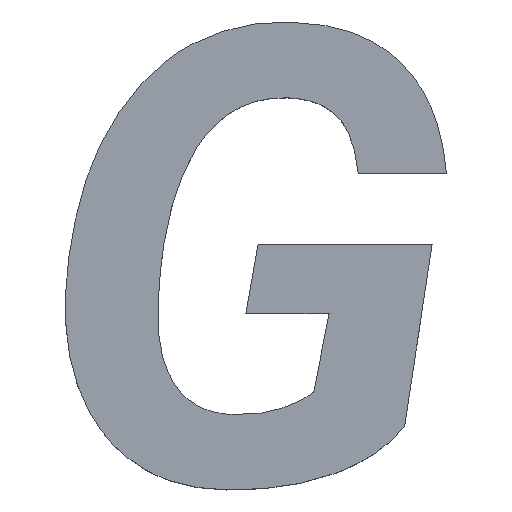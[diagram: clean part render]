
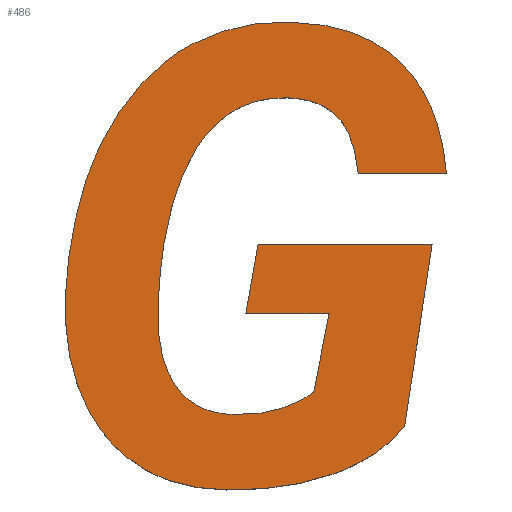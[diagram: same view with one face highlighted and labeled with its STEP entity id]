
A CAD part, top view. The second image highlights one B-rep face of the part: STEP entity #486.
In plain terms, the highlighted planar face has unit normal (0, 0, 1).
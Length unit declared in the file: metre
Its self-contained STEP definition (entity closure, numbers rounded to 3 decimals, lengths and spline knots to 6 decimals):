
#37=LINE('',#659,#73);
#40=LINE('',#665,#76);
#42=LINE('',#669,#78);
#44=LINE('',#673,#80);
#46=LINE('',#677,#82);
#48=LINE('',#681,#84);
#73=VECTOR('',#527,1.);
#76=VECTOR('',#532,1.);
#78=VECTOR('',#536,1.);
#80=VECTOR('',#540,1.);
#82=VECTOR('',#544,1.);
#84=VECTOR('',#548,1.);
#103=CIRCLE('',#510,0.001797);
#220=ORIENTED_EDGE('',*,*,#287,.F.);
#221=ORIENTED_EDGE('',*,*,#273,.F.);
#222=ORIENTED_EDGE('',*,*,#276,.F.);
#223=ORIENTED_EDGE('',*,*,#278,.F.);
#224=ORIENTED_EDGE('',*,*,#280,.F.);
#225=ORIENTED_EDGE('',*,*,#282,.F.);
#226=ORIENTED_EDGE('',*,*,#319,.F.);
#227=ORIENTED_EDGE('',*,*,#318,.F.);
#228=ORIENTED_EDGE('',*,*,#316,.F.);
#229=ORIENTED_EDGE('',*,*,#314,.F.);
#230=ORIENTED_EDGE('',*,*,#312,.F.);
#231=ORIENTED_EDGE('',*,*,#310,.F.);
#232=ORIENTED_EDGE('',*,*,#308,.F.);
#233=ORIENTED_EDGE('',*,*,#284,.F.);
#234=ORIENTED_EDGE('',*,*,#306,.F.);
#235=ORIENTED_EDGE('',*,*,#305,.F.);
#236=ORIENTED_EDGE('',*,*,#303,.F.);
#237=ORIENTED_EDGE('',*,*,#301,.F.);
#238=ORIENTED_EDGE('',*,*,#299,.F.);
#239=ORIENTED_EDGE('',*,*,#297,.F.);
#240=ORIENTED_EDGE('',*,*,#295,.F.);
#241=ORIENTED_EDGE('',*,*,#293,.F.);
#242=ORIENTED_EDGE('',*,*,#291,.F.);
#243=ORIENTED_EDGE('',*,*,#289,.F.);
#273=EDGE_CURVE('',#344,#345,#37,.T.);
#276=EDGE_CURVE('',#346,#344,#40,.T.);
#278=EDGE_CURVE('',#347,#346,#42,.T.);
#280=EDGE_CURVE('',#348,#347,#44,.T.);
#282=EDGE_CURVE('',#349,#348,#46,.T.);
#284=EDGE_CURVE('',#350,#351,#48,.T.);
#287=EDGE_CURVE('',#345,#352,#385,.T.);
#289=EDGE_CURVE('',#352,#353,#386,.T.);
#291=EDGE_CURVE('',#353,#354,#387,.T.);
#293=EDGE_CURVE('',#354,#355,#103,.F.);
#295=EDGE_CURVE('',#355,#356,#388,.T.);
#297=EDGE_CURVE('',#356,#357,#389,.T.);
#299=EDGE_CURVE('',#357,#358,#390,.T.);
#301=EDGE_CURVE('',#358,#359,#391,.T.);
#303=EDGE_CURVE('',#359,#360,#392,.T.);
#305=EDGE_CURVE('',#360,#361,#393,.T.);
#306=EDGE_CURVE('',#361,#350,#394,.T.);
#308=EDGE_CURVE('',#351,#362,#395,.T.);
#310=EDGE_CURVE('',#362,#363,#396,.T.);
#312=EDGE_CURVE('',#363,#364,#397,.T.);
#314=EDGE_CURVE('',#364,#365,#398,.T.);
#316=EDGE_CURVE('',#365,#366,#399,.T.);
#318=EDGE_CURVE('',#366,#367,#400,.T.);
#319=EDGE_CURVE('',#367,#349,#401,.T.);
#344=VERTEX_POINT('',#658);
#345=VERTEX_POINT('',#660);
#346=VERTEX_POINT('',#664);
#347=VERTEX_POINT('',#668);
#348=VERTEX_POINT('',#672);
#349=VERTEX_POINT('',#676);
#350=VERTEX_POINT('',#680);
#351=VERTEX_POINT('',#682);
#352=VERTEX_POINT('',#693);
#353=VERTEX_POINT('',#706);
#354=VERTEX_POINT('',#719);
#355=VERTEX_POINT('',#725);
#356=VERTEX_POINT('',#736);
#357=VERTEX_POINT('',#749);
#358=VERTEX_POINT('',#762);
#359=VERTEX_POINT('',#775);
#360=VERTEX_POINT('',#788);
#361=VERTEX_POINT('',#801);
#362=VERTEX_POINT('',#825);
#363=VERTEX_POINT('',#838);
#364=VERTEX_POINT('',#851);
#365=VERTEX_POINT('',#864);
#366=VERTEX_POINT('',#877);
#367=VERTEX_POINT('',#890);
#385=B_SPLINE_CURVE_WITH_KNOTS('',2,(#694,#695,#696),.UNSPECIFIED.,.F.,
 .F.,(3,3),(0.,1.),.PIECEWISE_BEZIER_KNOTS.);
#386=B_SPLINE_CURVE_WITH_KNOTS('',2,(#707,#708,#709),.UNSPECIFIED.,.F.,
 .F.,(3,3),(0.,1.),.PIECEWISE_BEZIER_KNOTS.);
#387=B_SPLINE_CURVE_WITH_KNOTS('',2,(#720,#721,#722),.UNSPECIFIED.,.F.,
 .F.,(3,3),(0.,1.),.PIECEWISE_BEZIER_KNOTS.);
#388=B_SPLINE_CURVE_WITH_KNOTS('',2,(#737,#738,#739),.UNSPECIFIED.,.F.,
 .F.,(3,3),(0.,1.),.PIECEWISE_BEZIER_KNOTS.);
#389=B_SPLINE_CURVE_WITH_KNOTS('',2,(#750,#751,#752),.UNSPECIFIED.,.F.,
 .F.,(3,3),(0.,1.),.PIECEWISE_BEZIER_KNOTS.);
#390=B_SPLINE_CURVE_WITH_KNOTS('',2,(#763,#764,#765),.UNSPECIFIED.,.F.,
 .F.,(3,3),(0.,1.),.PIECEWISE_BEZIER_KNOTS.);
#391=B_SPLINE_CURVE_WITH_KNOTS('',2,(#776,#777,#778),.UNSPECIFIED.,.F.,
 .F.,(3,3),(0.,1.),.PIECEWISE_BEZIER_KNOTS.);
#392=B_SPLINE_CURVE_WITH_KNOTS('',2,(#789,#790,#791),.UNSPECIFIED.,.F.,
 .F.,(3,3),(0.,1.),.PIECEWISE_BEZIER_KNOTS.);
#393=B_SPLINE_CURVE_WITH_KNOTS('',2,(#802,#803,#804),.UNSPECIFIED.,.F.,
 .F.,(3,3),(0.,1.),.PIECEWISE_BEZIER_KNOTS.);
#394=B_SPLINE_CURVE_WITH_KNOTS('',2,(#813,#814,#815),.UNSPECIFIED.,.F.,
 .F.,(3,3),(0.,1.),.PIECEWISE_BEZIER_KNOTS.);
#395=B_SPLINE_CURVE_WITH_KNOTS('',2,(#826,#827,#828),.UNSPECIFIED.,.F.,
 .F.,(3,3),(0.,1.),.PIECEWISE_BEZIER_KNOTS.);
#396=B_SPLINE_CURVE_WITH_KNOTS('',2,(#839,#840,#841),.UNSPECIFIED.,.F.,
 .F.,(3,3),(0.,1.),.PIECEWISE_BEZIER_KNOTS.);
#397=B_SPLINE_CURVE_WITH_KNOTS('',2,(#852,#853,#854),.UNSPECIFIED.,.F.,
 .F.,(3,3),(0.,1.),.PIECEWISE_BEZIER_KNOTS.);
#398=B_SPLINE_CURVE_WITH_KNOTS('',2,(#865,#866,#867),.UNSPECIFIED.,.F.,
 .F.,(3,3),(0.,1.),.PIECEWISE_BEZIER_KNOTS.);
#399=B_SPLINE_CURVE_WITH_KNOTS('',2,(#878,#879,#880),.UNSPECIFIED.,.F.,
 .F.,(3,3),(0.,1.),.PIECEWISE_BEZIER_KNOTS.);
#400=B_SPLINE_CURVE_WITH_KNOTS('',2,(#891,#892,#893),.UNSPECIFIED.,.F.,
 .F.,(3,3),(0.,1.),.PIECEWISE_BEZIER_KNOTS.);
#401=B_SPLINE_CURVE_WITH_KNOTS('',2,(#895,#896,#897),.UNSPECIFIED.,.F.,
 .F.,(3,3),(0.,1.),.PIECEWISE_BEZIER_KNOTS.);
#426=EDGE_LOOP('',(#220,#221,#222,#223,#224,#225,#226,#227,#228,#229,#230,
#231,#232,#233,#234,#235,#236,#237,#238,#239,#240,#241,#242,#243));
#452=FACE_BOUND('',#426,.T.);
#461=PLANE('',#511);
#486=ADVANCED_FACE('',(#452),#461,.T.);
#510=AXIS2_PLACEMENT_3D('',#726,#556,#557);
#511=AXIS2_PLACEMENT_3D('',#894,#570,#571);
#527=DIRECTION('',(-0.15,-0.989,0.));
#532=DIRECTION('',(1.,0.,0.));
#536=DIRECTION('',(0.174,0.985,0.));
#540=DIRECTION('',(-1.,0.,0.));
#544=DIRECTION('',(0.192,0.981,0.));
#548=DIRECTION('',(-1.,0.003,0.));
#556=DIRECTION('',(0.,0.,1.));
#557=DIRECTION('',(1.,0.,0.));
#570=DIRECTION('',(0.,0.,1.));
#571=DIRECTION('',(1.,0.,0.));
#658=CARTESIAN_POINT('',(0.146599,-0.063568,0.0012));
#659=CARTESIAN_POINT('',(0.146426,-0.064709,0.0012));
#660=CARTESIAN_POINT('',(0.146253,-0.06585,0.0012));
#664=CARTESIAN_POINT('',(0.144415,-0.063568,0.0012));
#665=CARTESIAN_POINT('',(0.145507,-0.063568,0.0012));
#668=CARTESIAN_POINT('',(0.144262,-0.064436,0.0012));
#669=CARTESIAN_POINT('',(0.144338,-0.064002,0.0012));
#672=CARTESIAN_POINT('',(0.145306,-0.064436,0.0012));
#673=CARTESIAN_POINT('',(0.144784,-0.064436,0.0012));
#676=CARTESIAN_POINT('',(0.145114,-0.065421,0.0012));
#677=CARTESIAN_POINT('',(0.14521,-0.064929,0.0012));
#680=CARTESIAN_POINT('',(0.146779,-0.062681,0.0012));
#681=CARTESIAN_POINT('',(0.146225,-0.062679,0.0012));
#682=CARTESIAN_POINT('',(0.145671,-0.062677,0.0012));
#693=CARTESIAN_POINT('',(0.145355,-0.066449,0.0012));
#694=CARTESIAN_POINT('',(0.146253,-0.06585,0.0012));
#695=CARTESIAN_POINT('',(0.145947,-0.066238,0.0012));
#696=CARTESIAN_POINT('',(0.145355,-0.066449,0.0012));
#706=CARTESIAN_POINT('',(0.144023,-0.066647,0.0012));
#707=CARTESIAN_POINT('',(0.145355,-0.066449,0.0012));
#708=CARTESIAN_POINT('',(0.144764,-0.066659,0.0012));
#709=CARTESIAN_POINT('',(0.144023,-0.066647,0.0012));
#719=CARTESIAN_POINT('',(0.142994,-0.06639,0.0012));
#720=CARTESIAN_POINT('',(0.144023,-0.066647,0.0012));
#721=CARTESIAN_POINT('',(0.143437,-0.066643,0.0012));
#722=CARTESIAN_POINT('',(0.142994,-0.06639,0.0012));
#725=CARTESIAN_POINT('',(0.142294,-0.065662,0.0012));
#726=CARTESIAN_POINT('',(0.14389,-0.064833,0.0012));
#736=CARTESIAN_POINT('',(0.142003,-0.064577,0.0012));
#737=CARTESIAN_POINT('',(0.142294,-0.065662,0.0012));
#738=CARTESIAN_POINT('',(0.142039,-0.065186,0.0012));
#739=CARTESIAN_POINT('',(0.142003,-0.064577,0.0012));
#749=CARTESIAN_POINT('',(0.142123,-0.063248,0.0012));
#750=CARTESIAN_POINT('',(0.142003,-0.064577,0.0012));
#751=CARTESIAN_POINT('',(0.141964,-0.064012,0.0012));
#752=CARTESIAN_POINT('',(0.142123,-0.063248,0.0012));
#762=CARTESIAN_POINT('',(0.142669,-0.061909,0.0012));
#763=CARTESIAN_POINT('',(0.142123,-0.063248,0.0012));
#764=CARTESIAN_POINT('',(0.142282,-0.062485,0.0012));
#765=CARTESIAN_POINT('',(0.142669,-0.061909,0.0012));
#775=CARTESIAN_POINT('',(0.143598,-0.061049,0.0012));
#776=CARTESIAN_POINT('',(0.142669,-0.061909,0.0012));
#777=CARTESIAN_POINT('',(0.143056,-0.061334,0.0012));
#778=CARTESIAN_POINT('',(0.143598,-0.061049,0.0012));
#788=CARTESIAN_POINT('',(0.144799,-0.060776,0.0012));
#789=CARTESIAN_POINT('',(0.143598,-0.061049,0.0012));
#790=CARTESIAN_POINT('',(0.14414,-0.060764,0.0012));
#791=CARTESIAN_POINT('',(0.144799,-0.060776,0.0012));
#801=CARTESIAN_POINT('',(0.146202,-0.061281,0.0012));
#802=CARTESIAN_POINT('',(0.144799,-0.060776,0.0012));
#803=CARTESIAN_POINT('',(0.145695,-0.060792,0.0012));
#804=CARTESIAN_POINT('',(0.146202,-0.061281,0.0012));
#813=CARTESIAN_POINT('',(0.146202,-0.061281,0.0012));
#814=CARTESIAN_POINT('',(0.146708,-0.06177,0.0012));
#815=CARTESIAN_POINT('',(0.146779,-0.062681,0.0012));
#825=CARTESIAN_POINT('',(0.145416,-0.06197,0.0012));
#826=CARTESIAN_POINT('',(0.145671,-0.062677,0.0012));
#827=CARTESIAN_POINT('',(0.145629,-0.062198,0.0012));
#828=CARTESIAN_POINT('',(0.145416,-0.06197,0.0012));
#838=CARTESIAN_POINT('',(0.144784,-0.061727,0.0012));
#839=CARTESIAN_POINT('',(0.145416,-0.06197,0.0012));
#840=CARTESIAN_POINT('',(0.145204,-0.061742,0.0012));
#841=CARTESIAN_POINT('',(0.144784,-0.061727,0.0012));
#851=CARTESIAN_POINT('',(0.14364,-0.062365,0.0012));
#852=CARTESIAN_POINT('',(0.144784,-0.061727,0.0012));
#853=CARTESIAN_POINT('',(0.144058,-0.061703,0.0012));
#854=CARTESIAN_POINT('',(0.14364,-0.062365,0.0012));
#864=CARTESIAN_POINT('',(0.143162,-0.064283,0.0012));
#865=CARTESIAN_POINT('',(0.14364,-0.062365,0.0012));
#866=CARTESIAN_POINT('',(0.143221,-0.063026,0.0012));
#867=CARTESIAN_POINT('',(0.143162,-0.064283,0.0012));
#877=CARTESIAN_POINT('',(0.143369,-0.065323,0.0012));
#878=CARTESIAN_POINT('',(0.143162,-0.064283,0.0012));
#879=CARTESIAN_POINT('',(0.143123,-0.064954,0.0012));
#880=CARTESIAN_POINT('',(0.143369,-0.065323,0.0012));
#890=CARTESIAN_POINT('',(0.144117,-0.0657,0.0012));
#891=CARTESIAN_POINT('',(0.143369,-0.065323,0.0012));
#892=CARTESIAN_POINT('',(0.143614,-0.065693,0.0012));
#893=CARTESIAN_POINT('',(0.144117,-0.0657,0.0012));
#894=CARTESIAN_POINT('',(0.07858,-0.042385,0.0012));
#895=CARTESIAN_POINT('',(0.144117,-0.0657,0.0012));
#896=CARTESIAN_POINT('',(0.144701,-0.065717,0.0012));
#897=CARTESIAN_POINT('',(0.145114,-0.065421,0.0012));
